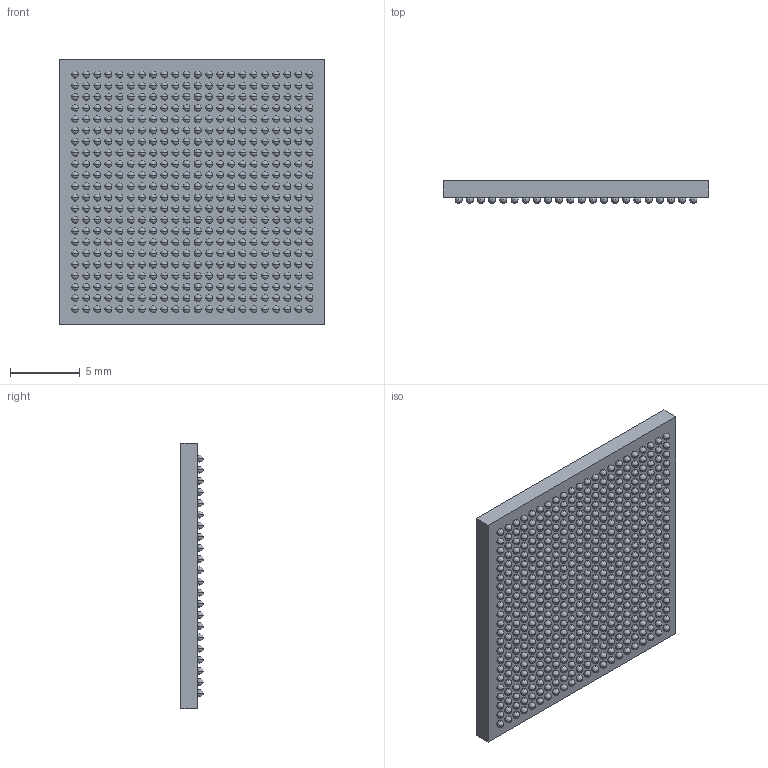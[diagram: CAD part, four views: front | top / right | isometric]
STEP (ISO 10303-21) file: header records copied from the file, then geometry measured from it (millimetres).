
FILE_DESCRIPTION (( 'STEP AP214' ), '1' );
FILE_NAME ('XC7Z020-2CLG484I.STEP', '2020-06-22T21:53:58', ( '' ), ( '' ), 'SwSTEP 2.0', 'SolidWorks 2018', '' );
FILE_SCHEMA (( 'AUTOMOTIVE_DESIGN' ));
Length unit declared in the file: millimetre
Products named in the file (1): XC7Z020-2CLG484I
Bounding box: 19 x 1.6 x 19 mm (x, y, z)
Volume: 461.6 mm3; surface area: 1178.1 mm2
Topology: 485 solids, 485 shells, 1458 faces, 4368 edges, 2912 vertices
Faces by surface type: sphere 968, plane 490
Entity records: 36490 total; most frequent: DIRECTION 6802, CARTESIAN_POINT 4867, ORIENTED_EDGE 3896, AXIS2_PLACEMENT_3D 3395, EDGE_CURVE 1948, CIRCLE 1936, VERTEX_POINT 1460, ADVANCED_FACE 1458
